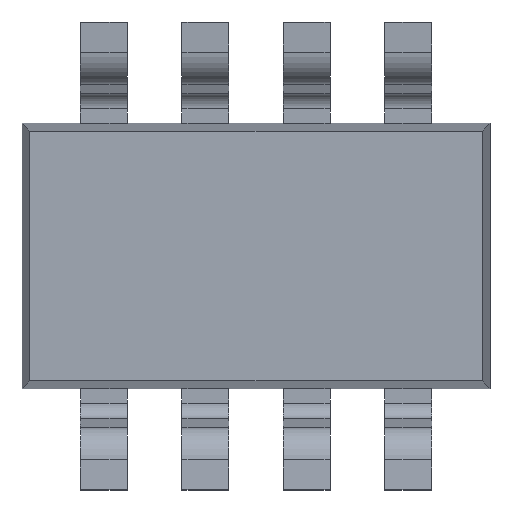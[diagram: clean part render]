
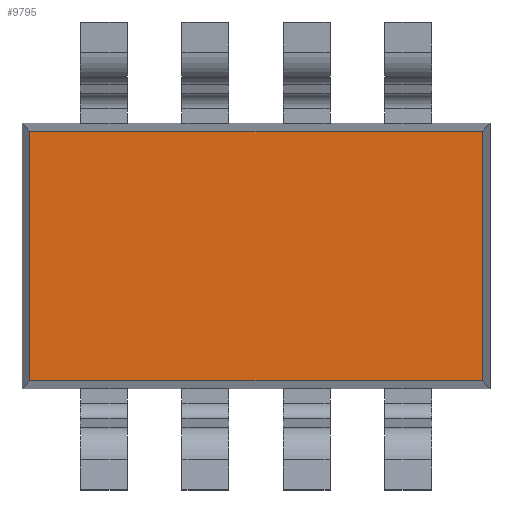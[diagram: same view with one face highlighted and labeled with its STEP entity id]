
A CAD part, front view. The second image highlights one B-rep face of the part: STEP entity #9795.
In plain terms, the highlighted planar face has unit normal (0, -1, 0).
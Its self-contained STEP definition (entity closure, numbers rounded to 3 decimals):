
#50=DIRECTION('',(0.,0.,1.));
#51=VECTOR('',#50,1.6);
#52=CARTESIAN_POINT('',(1.45,0.,-0.8));
#53=LINE('',#52,#51);
#58=DIRECTION('',(1.,0.,0.));
#59=VECTOR('',#58,2.9);
#60=CARTESIAN_POINT('',(-1.45,0.,-0.8));
#61=LINE('',#60,#59);
#65=DIRECTION('',(0.,0.,-1.));
#66=VECTOR('',#65,1.6);
#67=CARTESIAN_POINT('',(-1.45,0.,0.8));
#68=LINE('',#67,#66);
#72=DIRECTION('',(-1.,0.,0.));
#73=VECTOR('',#72,2.9);
#74=CARTESIAN_POINT('',(1.45,0.,0.8));
#75=LINE('',#74,#73);
#8272=CARTESIAN_POINT('',(1.45,0.,-0.8));
#8273=CARTESIAN_POINT('',(1.45,0.,0.8));
#8274=VERTEX_POINT('',#8272);
#8275=VERTEX_POINT('',#8273);
#8280=CARTESIAN_POINT('',(-1.45,0.,-0.8));
#8281=VERTEX_POINT('',#8280);
#8286=CARTESIAN_POINT('',(-1.45,0.,0.8));
#8287=VERTEX_POINT('',#8286);
#9780=CARTESIAN_POINT('',(0.,0.,0.));
#9781=DIRECTION('',(0.,1.,0.));
#9782=DIRECTION('',(1.,0.,0.));
#9783=AXIS2_PLACEMENT_3D('',#9780,#9781,#9782);
#9784=PLANE('',#9783);
#9786=ORIENTED_EDGE('',*,*,#9785,.F.);
#9788=ORIENTED_EDGE('',*,*,#9787,.F.);
#9790=ORIENTED_EDGE('',*,*,#9789,.F.);
#9792=ORIENTED_EDGE('',*,*,#9791,.F.);
#9793=EDGE_LOOP('',(#9786,#9788,#9790,#9792));
#9794=FACE_OUTER_BOUND('',#9793,.F.);
#9795=ADVANCED_FACE('',(#9794),#9784,.F.);
#9785=EDGE_CURVE('',#8274,#8275,#53,.T.);
#9787=EDGE_CURVE('',#8281,#8274,#61,.T.);
#9789=EDGE_CURVE('',#8287,#8281,#68,.T.);
#9791=EDGE_CURVE('',#8275,#8287,#75,.T.);
